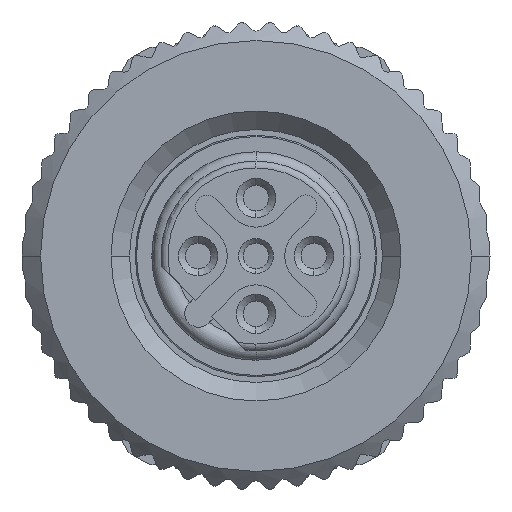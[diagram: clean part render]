
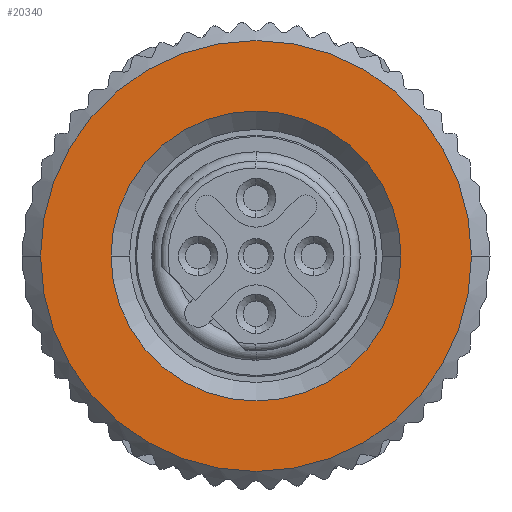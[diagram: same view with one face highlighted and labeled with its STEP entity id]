
A CAD part, left-side view. The second image highlights one B-rep face of the part: STEP entity #20340.
In plain terms, the highlighted face is planar.
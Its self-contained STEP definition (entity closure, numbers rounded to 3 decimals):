
#433=CARTESIAN_POINT('',(0.,21.75,
0.));
#434=DIRECTION('',(0.,-1.,0.));
#435=DIRECTION('',(1.,0.,0.));
#436=AXIS2_PLACEMENT_3D('',#433,#434,#435);
#441=CARTESIAN_POINT('',(0.,21.75,
0.));
#442=DIRECTION('',(0.,-1.,0.));
#443=DIRECTION('',(-1.,0.,0.));
#444=AXIS2_PLACEMENT_3D('',#441,#442,#443);
#449=CARTESIAN_POINT('',(0.,21.75,0.));
#450=DIRECTION('',(0.,1.,0.));
#451=DIRECTION('',(1.,0.,0.));
#452=AXIS2_PLACEMENT_3D('',#449,#450,#451);
#457=CARTESIAN_POINT('',(0.,21.75,0.));
#458=DIRECTION('',(0.,1.,0.));
#459=DIRECTION('',(-1.,0.,0.));
#460=AXIS2_PLACEMENT_3D('',#457,#458,#459);
#17930=CARTESIAN_POINT('',(-6.259,21.75,0.));
#17931=VERTEX_POINT('',#17930);
#17932=CARTESIAN_POINT('',(6.258,21.75,0.));
#17933=VERTEX_POINT('',#17932);
#17934=CARTESIAN_POINT('',(9.3,21.75,
0.));
#17935=CARTESIAN_POINT('',(-9.3,21.75,
0.));
#17936=VERTEX_POINT('',#17934);
#17937=VERTEX_POINT('',#17935);
#20325=CARTESIAN_POINT('',(0.,21.75,0.));
#20326=DIRECTION('',(0.,1.,0.));
#20327=DIRECTION('',(1.,0.,0.));
#20328=AXIS2_PLACEMENT_3D('',#20325,#20326,#20327);
#20329=PLANE('',#20328);
#20331=ORIENTED_EDGE('',*,*,#20330,.T.);
#20333=ORIENTED_EDGE('',*,*,#20332,.T.);
#20334=EDGE_LOOP('',(#20331,#20333));
#20335=FACE_OUTER_BOUND('',#20334,.F.);
#20336=ORIENTED_EDGE('',*,*,#20304,.T.);
#20337=ORIENTED_EDGE('',*,*,#20320,.T.);
#20338=EDGE_LOOP('',(#20336,#20337));
#20339=FACE_BOUND('',#20338,.F.);
#20340=ADVANCED_FACE('',(#20335,#20339),#20329,.T.);
#437=CIRCLE('',#436,9.3);
#445=CIRCLE('',#444,9.3);
#453=CIRCLE('',#452,6.259);
#461=CIRCLE('',#460,6.259);
#20304=EDGE_CURVE('',#17933,#17931,#453,.T.);
#20320=EDGE_CURVE('',#17931,#17933,#461,.T.);
#20330=EDGE_CURVE('',#17936,#17937,#437,.T.);
#20332=EDGE_CURVE('',#17937,#17936,#445,.T.);
